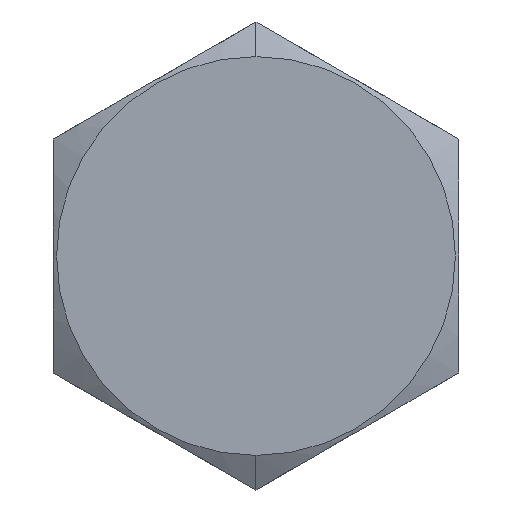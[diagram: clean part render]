
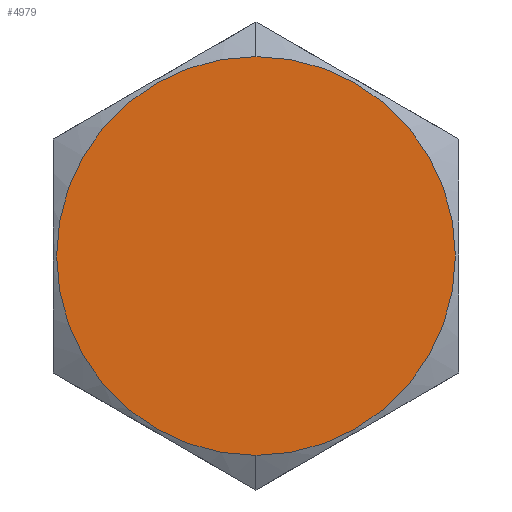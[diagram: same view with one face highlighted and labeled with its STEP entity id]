
A CAD part, front view. The second image highlights one B-rep face of the part: STEP entity #4979.
In plain terms, the highlighted planar face has unit normal (0, -1, 0).
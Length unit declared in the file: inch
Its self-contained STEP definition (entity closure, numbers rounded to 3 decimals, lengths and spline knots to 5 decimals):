
#1696 = CARTESIAN_POINT ( 'NONE',  ( 0., 0., 0. ) ) ;
#1797 = AXIS2_PLACEMENT_3D ( 'NONE', #5480, #2053, #2024 ) ;
#1985 = CARTESIAN_POINT ( 'NONE',  ( 0., 0., 0.615 ) ) ;
#2024 = DIRECTION ( 'NONE',  ( 0., 0., 1. ) ) ;
#2053 = DIRECTION ( 'NONE',  ( 0., 1., 0. ) ) ;
#2296 = CARTESIAN_POINT ( 'NONE',  ( 0., 0., -0.615 ) ) ;
#2441 = DIRECTION ( 'NONE',  ( 0., -1., 0. ) ) ;
#2917 = VERTEX_POINT ( 'NONE', #1985 ) ;
#4445 = DIRECTION ( 'NONE',  ( 0., 0., -1. ) ) ;
#4554 = DIRECTION ( 'NONE',  ( 0., -1., 0. ) ) ;
#4937 = AXIS2_PLACEMENT_3D ( 'NONE', #7245, #4554, #5172 ) ;
#4979 = ADVANCED_FACE ( 'NONE', ( #8571 ), #5453, .F. ) ;
#5007 = ORIENTED_EDGE ( 'NONE', *, *, #5600, .T. ) ;
#5172 = DIRECTION ( 'NONE',  ( 0., 0., -1. ) ) ;
#5447 = VERTEX_POINT ( 'NONE', #2296 ) ;
#5453 = PLANE ( 'NONE',  #1797 ) ;
#5472 = ORIENTED_EDGE ( 'NONE', *, *, #5762, .T. ) ;
#5480 = CARTESIAN_POINT ( 'NONE',  ( 0., 0., 0. ) ) ;
#5600 = EDGE_CURVE ( 'NONE', #2917, #5447, #7407, .T. ) ;
#5762 = EDGE_CURVE ( 'NONE', #5447, #2917, #7505, .T. ) ;
#6497 = EDGE_LOOP ( 'NONE', ( #5007, #5472 ) ) ;
#7213 = AXIS2_PLACEMENT_3D ( 'NONE', #1696, #2441, #4445 ) ;
#7245 = CARTESIAN_POINT ( 'NONE',  ( 0., 0., 0. ) ) ;
#7407 = CIRCLE ( 'NONE', #7213, 0.615 ) ;
#7505 = CIRCLE ( 'NONE', #4937, 0.615 ) ;
#8571 = FACE_OUTER_BOUND ( 'NONE', #6497, .T. ) ;
